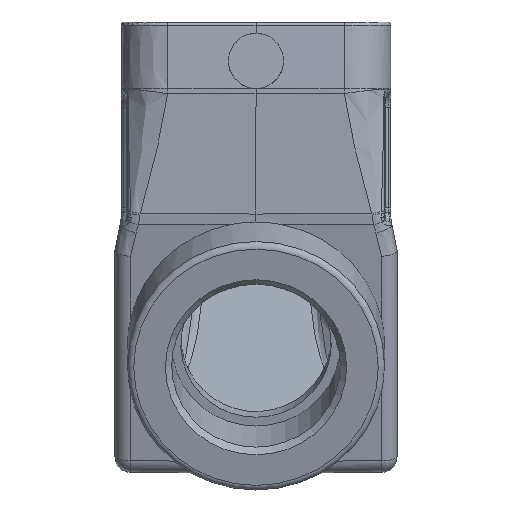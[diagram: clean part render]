
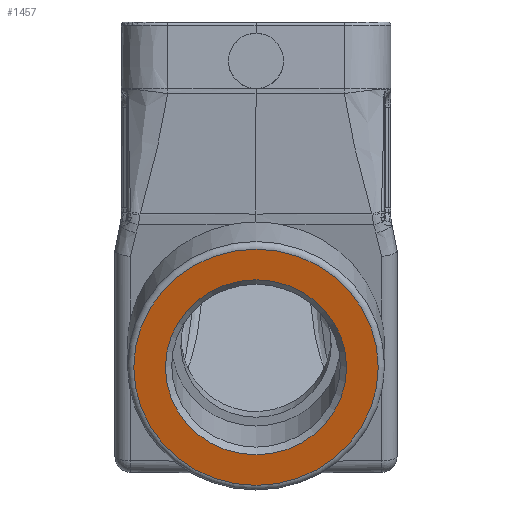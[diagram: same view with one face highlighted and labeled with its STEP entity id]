
A CAD part, left-side view. The second image highlights one B-rep face of the part: STEP entity #1457.
In plain terms, the highlighted planar face has unit normal (-0.966, 0, -0.259).
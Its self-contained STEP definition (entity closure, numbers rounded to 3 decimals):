
#320=FACE_BOUND('',#3078,.T.);
#321=FACE_BOUND('',#3079,.T.);
#1171=CIRCLE('',#11287,19.5);
#1174=CIRCLE('',#11291,14.45);
#1457=ADVANCED_FACE('',(#320,#321),#2137,.T.);
#2137=PLANE('',#11292);
#3078=EDGE_LOOP('',(#3868));
#3079=EDGE_LOOP('',(#3869));
#3868=ORIENTED_EDGE('',*,*,#8130,.T.);
#3869=ORIENTED_EDGE('',*,*,#8127,.T.);
#7109=VERTEX_POINT('',#14851);
#7112=VERTEX_POINT('',#14858);
#8127=EDGE_CURVE('',#7109,#7109,#1171,.T.);
#8130=EDGE_CURVE('',#7112,#7112,#1174,.T.);
#11287=AXIS2_PLACEMENT_3D('',#14850,#12253,#12254);
#11291=AXIS2_PLACEMENT_3D('',#14857,#12261,#12262);
#11292=AXIS2_PLACEMENT_3D('',#14859,#12263,#12264);
#12253=DIRECTION('',(-0.966,0.,-0.259));
#12254=DIRECTION('',(-0.259,0.,0.966));
#12261=DIRECTION('',(0.966,0.,0.259));
#12262=DIRECTION('',(-0.259,0.,0.966));
#12263=DIRECTION('',(-0.966,0.,-0.259));
#12264=DIRECTION('',(0.,1.,0.));
#14850=CARTESIAN_POINT('',(-41.947,0.,-55.08));
#14851=CARTESIAN_POINT('',(-46.994,0.,-36.244));
#14857=CARTESIAN_POINT('',(-41.947,0.,-55.08));
#14858=CARTESIAN_POINT('',(-45.687,0.,-41.122));
#14859=CARTESIAN_POINT('',(-52.907,0.,-14.176));
